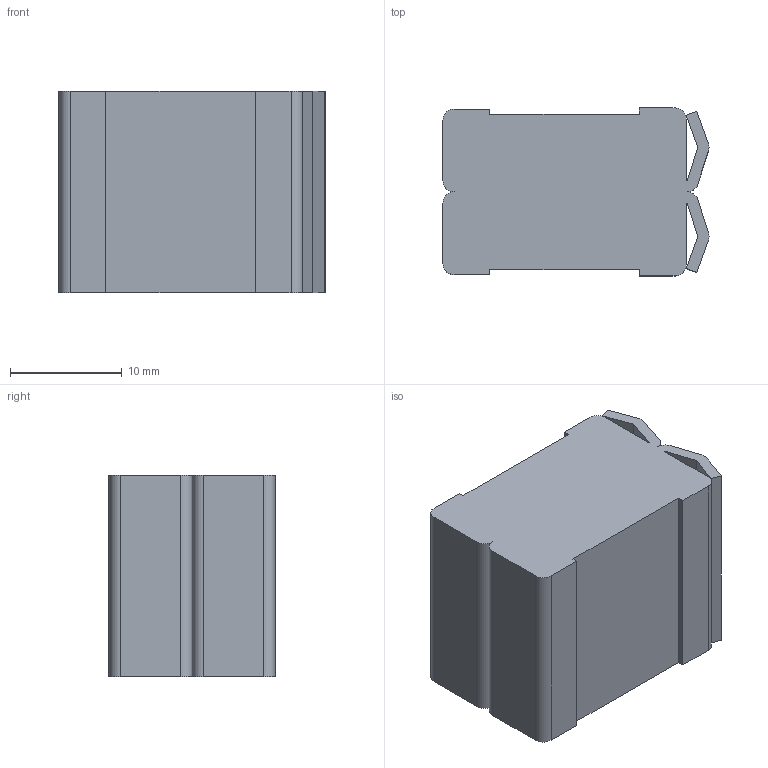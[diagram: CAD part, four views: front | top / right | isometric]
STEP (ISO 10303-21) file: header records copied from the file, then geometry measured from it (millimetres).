
FILE_DESCRIPTION((''),'2;1');
FILE_NAME('UBK','2023-10-14T',('dell'),(''),'PRO/ENGINEER BY PARAMETRIC TECHNOLOGY CORPORATION, 2013230','PRO/ENGINEER BY PARAMETRIC TECHNOLOGY CORPORATION, 2013230','');
FILE_SCHEMA(('AUTOMOTIVE_DESIGN { 1 0 10303 214 1 1 1 1 }'));
Length unit declared in the file: millimetre
Products named in the file (1): UBK
Bounding box: 23.8 x 15 x 18 mm (x, y, z)
Volume: 5831 mm3; surface area: 2511.1 mm2
Topology: 1 solids, 1 shells, 38 faces, 108 edges, 72 vertices
Faces by surface type: plane 28, cylinder 10
Entity records: 1303 total; most frequent: CARTESIAN_POINT 220, ORIENTED_EDGE 216, DIRECTION 204, EDGE_CURVE 108, VECTOR 88, LINE 88, VERTEX_POINT 72, AXIS2_PLACEMENT_3D 58
